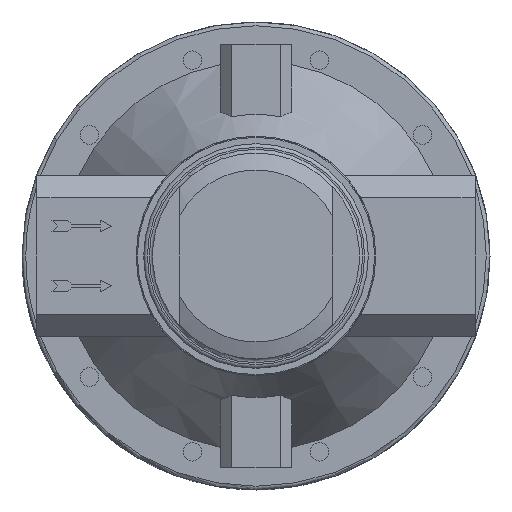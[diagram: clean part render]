
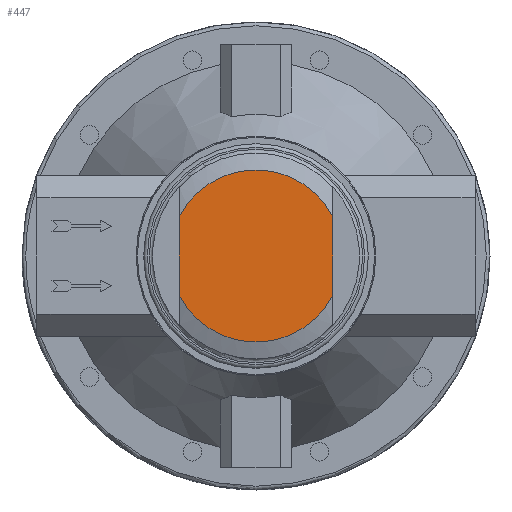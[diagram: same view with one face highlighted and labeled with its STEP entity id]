
A CAD part, front view. The second image highlights one B-rep face of the part: STEP entity #447.
In plain terms, the highlighted face is planar.
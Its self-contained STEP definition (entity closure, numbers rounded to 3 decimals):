
#447 = ADVANCED_FACE( '', ( #1187 ), #1188, .F. );
#1187 = FACE_OUTER_BOUND( '', #2296, .T. );
#1188 = PLANE( '', #2297 );
#2296 = EDGE_LOOP( '', ( #3600, #3601, #3602, #3603 ) );
#2297 = AXIS2_PLACEMENT_3D( '', #3604, #3605, #3606 );
#3600 = ORIENTED_EDGE( '', *, *, #6225, .F. );
#3601 = ORIENTED_EDGE( '', *, *, #6060, .F. );
#3602 = ORIENTED_EDGE( '', *, *, #6136, .F. );
#3603 = ORIENTED_EDGE( '', *, *, #6226, .F. );
#3604 = CARTESIAN_POINT( '', ( 0., 48., 0. ) );
#3605 = DIRECTION( '', ( 0., -1., 0. ) );
#3606 = DIRECTION( '', ( 0., 0., -1. ) );
#6060 = EDGE_CURVE( '', #7141, #7143, #7144, .T. );
#6136 = EDGE_CURVE( '', #7274, #7141, #7277, .T. );
#6225 = EDGE_CURVE( '', #7143, #7432, #7433, .T. );
#6226 = EDGE_CURVE( '', #7432, #7274, #7434, .T. );
#7141 = VERTEX_POINT( '', #8739 );
#7143 = VERTEX_POINT( '', #8744 );
#7144 = LINE( '', #8745, #8746 );
#7274 = VERTEX_POINT( '', #8974 );
#7277 = CIRCLE( '', #8980, 23. );
#7432 = VERTEX_POINT( '', #9362 );
#7433 = CIRCLE( '', #9363, 23. );
#7434 = LINE( '', #9364, #9365 );
#8739 = CARTESIAN_POINT( '', ( 20.5, 48., -10.428 ) );
#8744 = CARTESIAN_POINT( '', ( 20.5, 48., 10.428 ) );
#8745 = CARTESIAN_POINT( '', ( 20.5, 48., 0. ) );
#8746 = VECTOR( '', #11451, 1000. );
#8974 = CARTESIAN_POINT( '', ( -20.5, 48., -10.428 ) );
#8980 = AXIS2_PLACEMENT_3D( '', #11548, #11549, #11550 );
#9362 = CARTESIAN_POINT( '', ( -20.5, 48., 10.428 ) );
#9363 = AXIS2_PLACEMENT_3D( '', #11684, #11685, #11686 );
#9364 = CARTESIAN_POINT( '', ( -20.5, 48., 0. ) );
#9365 = VECTOR( '', #11687, 1000. );
#11451 = DIRECTION( '', ( 0., 0., 1. ) );
#11548 = CARTESIAN_POINT( '', ( 0., 48., 0. ) );
#11549 = DIRECTION( '', ( 0., -1., 0. ) );
#11550 = DIRECTION( '', ( 0., 0., -1. ) );
#11684 = CARTESIAN_POINT( '', ( 0., 48., 0. ) );
#11685 = DIRECTION( '', ( 0., -1., 0. ) );
#11686 = DIRECTION( '', ( 0., 0., -1. ) );
#11687 = DIRECTION( '', ( 0., 0., -1. ) );
